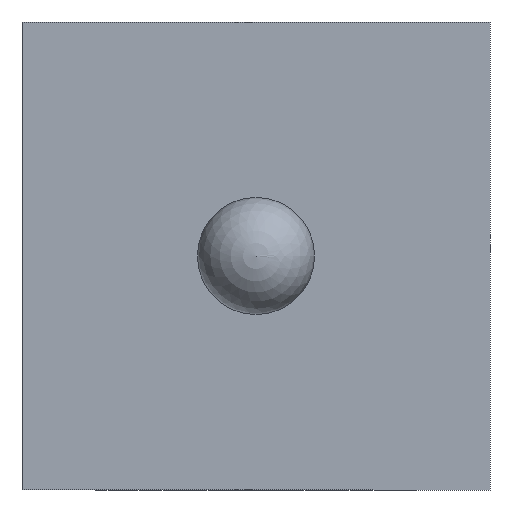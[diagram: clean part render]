
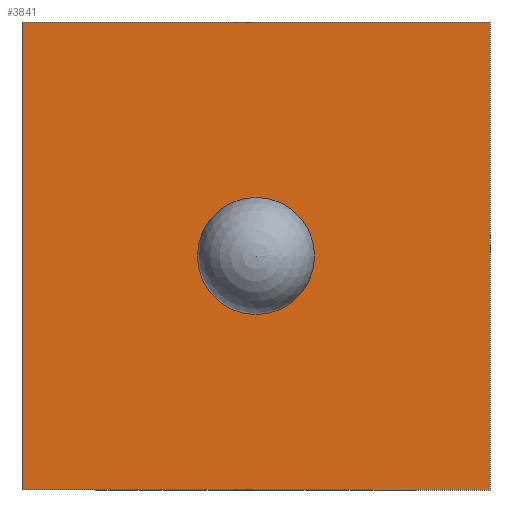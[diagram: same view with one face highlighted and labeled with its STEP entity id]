
A CAD part, front view. The second image highlights one B-rep face of the part: STEP entity #3841.
In plain terms, the highlighted planar face has unit normal (0, -1, 0).
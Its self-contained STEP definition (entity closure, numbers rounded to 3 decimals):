
#652 = CARTESIAN_POINT ( 'NONE',  ( -0.822, 0.041, -2.564 ) ) ;
#653 = DIRECTION ( 'NONE',  ( -1., 0., 0. ) ) ;
#654 = VECTOR ( 'NONE', #653, 1000. ) ;
#655 = CARTESIAN_POINT ( 'NONE',  ( 3.178, 0.041, -2.564 ) ) ;
#656 = LINE ( 'NONE', #655, #654 ) ;
#657 = CARTESIAN_POINT ( 'NONE',  ( 3.178, 0.041, -2.564 ) ) ;
#658 = DIRECTION ( 'NONE',  ( 0., 0., 1. ) ) ;
#659 = VECTOR ( 'NONE', #658, 1000. ) ;
#660 = CARTESIAN_POINT ( 'NONE',  ( -0.822, 0.041, -2.564 ) ) ;
#661 = LINE ( 'NONE', #660, #659 ) ;
#662 = DIRECTION ( 'NONE',  ( 0., 0., 1. ) ) ;
#663 = DIRECTION ( 'NONE',  ( 0., -1., 0. ) ) ;
#664 = CARTESIAN_POINT ( 'NONE',  ( 1.178, 0.041, -0.564 ) ) ;
#665 = AXIS2_PLACEMENT_3D ( 'NONE', #664, #663, #662 ) ;
#666 = CIRCLE ( 'NONE', #665, 0.5 ) ;
#729 = CARTESIAN_POINT ( 'NONE',  ( 1.178, 0.041, -1.064 ) ) ;
#2512 = CARTESIAN_POINT ( 'NONE',  ( 3.178, 0.041, 1.436 ) ) ;
#2580 = DIRECTION ( 'NONE',  ( 0., 0., -1. ) ) ;
#2581 = VECTOR ( 'NONE', #2580, 1000. ) ;
#2582 = CARTESIAN_POINT ( 'NONE',  ( 3.178, 0.041, 1.436 ) ) ;
#2583 = LINE ( 'NONE', #2582, #2581 ) ;
#2795 = CARTESIAN_POINT ( 'NONE',  ( 1.178, 0.041, -0.064 ) ) ;
#3209 = DIRECTION ( 'NONE',  ( 0., 0., 1. ) ) ;
#3210 = CARTESIAN_POINT ( 'NONE',  ( -0.822, 0.041, 1.436 ) ) ;
#3211 = AXIS2_PLACEMENT_3D ( 'NONE', #3210, #3220, #3209 ) ;
#3220 = DIRECTION ( 'NONE',  ( 0., 1., 0. ) ) ;
#3221 = PLANE ( 'NONE',  #3211 ) ;
#3222 = LINE ( 'NONE', #3250, #3249 ) ;
#3241 = DIRECTION ( 'NONE',  ( 0., 0., 1. ) ) ;
#3242 = DIRECTION ( 'NONE',  ( 0., -1., 0. ) ) ;
#3248 = DIRECTION ( 'NONE',  ( 1., 0., 0. ) ) ;
#3249 = VECTOR ( 'NONE', #3248, 1000. ) ;
#3250 = CARTESIAN_POINT ( 'NONE',  ( 3.178, 0.041, 1.436 ) ) ;
#3273 = CARTESIAN_POINT ( 'NONE',  ( -0.822, 0.041, 1.436 ) ) ;
#3274 = FACE_BOUND ( 'NONE', #3730, .T. ) ;
#3275 = FACE_OUTER_BOUND ( 'NONE', #3842, .T. ) ;
#3289 = CARTESIAN_POINT ( 'NONE',  ( 1.178, 0.041, -0.564 ) ) ;
#3297 = AXIS2_PLACEMENT_3D ( 'NONE', #3289, #3242, #3241 ) ;
#3298 = CIRCLE ( 'NONE', #3297, 0.5 ) ;
#3728 = ORIENTED_EDGE ( 'NONE', *, *, #3741, .F. ) ;
#3729 = VERTEX_POINT ( 'NONE', #2512 ) ;
#3730 = EDGE_LOOP ( 'NONE', ( #3911, #3913 ) ) ;
#3741 = EDGE_CURVE ( 'NONE', #3729, #3915, #2583, .T. ) ;
#3758 = VERTEX_POINT ( 'NONE', #2795 ) ;
#3841 = ADVANCED_FACE ( 'NONE', ( #3275, #3274 ), #3221, .F. ) ;
#3842 = EDGE_LOOP ( 'NONE', ( #3843, #3918, #3916, #3728 ) ) ;
#3843 = ORIENTED_EDGE ( 'NONE', *, *, #3844, .F. ) ;
#3844 = EDGE_CURVE ( 'NONE', #3845, #3729, #3222, .T. ) ;
#3845 = VERTEX_POINT ( 'NONE', #3273 ) ;
#3871 = EDGE_CURVE ( 'NONE', #3939, #3758, #3298, .T. ) ;
#3911 = ORIENTED_EDGE ( 'NONE', *, *, #3912, .F. ) ;
#3912 = EDGE_CURVE ( 'NONE', #3758, #3939, #666, .T. ) ;
#3913 = ORIENTED_EDGE ( 'NONE', *, *, #3871, .F. ) ;
#3914 = EDGE_CURVE ( 'NONE', #3919, #3845, #661, .T. ) ;
#3915 = VERTEX_POINT ( 'NONE', #657 ) ;
#3916 = ORIENTED_EDGE ( 'NONE', *, *, #3917, .F. ) ;
#3917 = EDGE_CURVE ( 'NONE', #3915, #3919, #656, .T. ) ;
#3918 = ORIENTED_EDGE ( 'NONE', *, *, #3914, .F. ) ;
#3919 = VERTEX_POINT ( 'NONE', #652 ) ;
#3939 = VERTEX_POINT ( 'NONE', #729 ) ;
